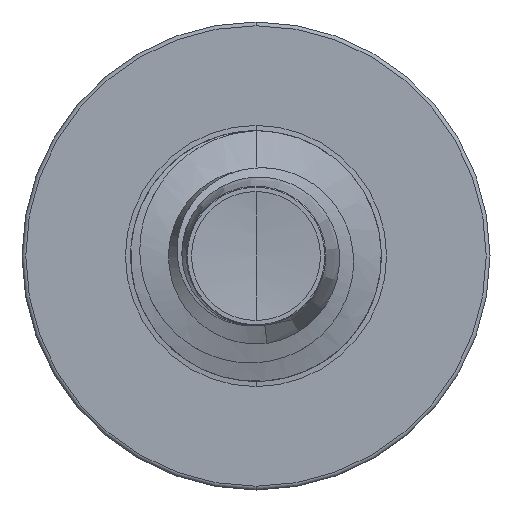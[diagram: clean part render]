
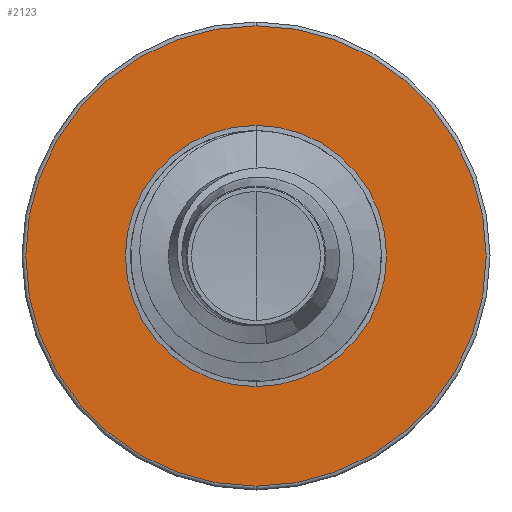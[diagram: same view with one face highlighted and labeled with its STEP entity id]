
A CAD part, front view. The second image highlights one B-rep face of the part: STEP entity #2123.
In plain terms, the highlighted planar face has unit normal (0, -1, 0).
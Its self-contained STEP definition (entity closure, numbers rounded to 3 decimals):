
#159 = DIRECTION ( 'NONE',  ( 0., 0., 1. ) ) ;
#180 = DIRECTION ( 'NONE',  ( 0., 1., 0. ) ) ;
#831 = CARTESIAN_POINT ( 'NONE',  ( 0., 5.5, 2.755 ) ) ;
#1078 = EDGE_CURVE ( 'NONE', #6660, #6924, #7031, .T. ) ;
#1503 = CIRCLE ( 'NONE', #8643, 2.755 ) ;
#1697 = CARTESIAN_POINT ( 'NONE',  ( 0., 5.5, -2.755 ) ) ;
#1855 = CARTESIAN_POINT ( 'NONE',  ( 0., 5.5, -1.562 ) ) ;
#2123 = ADVANCED_FACE ( 'NONE', ( #5196, #9933 ), #6186, .F. ) ;
#2552 = CIRCLE ( 'NONE', #7629, 1.562 ) ;
#3397 = AXIS2_PLACEMENT_3D ( 'NONE', #7887, #8642, #8676 ) ;
#3504 = ORIENTED_EDGE ( 'NONE', *, *, #5913, .T. ) ;
#3900 = DIRECTION ( 'NONE',  ( 0., 1., 0. ) ) ;
#3938 = DIRECTION ( 'NONE',  ( 0., 1., 0. ) ) ;
#4595 = VERTEX_POINT ( 'NONE', #1697 ) ;
#5191 = DIRECTION ( 'NONE',  ( 0., 1., 0. ) ) ;
#5196 = FACE_OUTER_BOUND ( 'NONE', #9544, .T. ) ;
#5217 = CARTESIAN_POINT ( 'NONE',  ( 0., 5.5, 0. ) ) ;
#5279 = EDGE_CURVE ( 'NONE', #4595, #8543, #7817, .T. ) ;
#5913 = EDGE_CURVE ( 'NONE', #6924, #6660, #2552, .T. ) ;
#6055 = DIRECTION ( 'NONE',  ( 0., 0., 1. ) ) ;
#6186 = PLANE ( 'NONE',  #7121 ) ;
#6660 = VERTEX_POINT ( 'NONE', #9334 ) ;
#6783 = ORIENTED_EDGE ( 'NONE', *, *, #6896, .F. ) ;
#6896 = EDGE_CURVE ( 'NONE', #8543, #4595, #1503, .T. ) ;
#6924 = VERTEX_POINT ( 'NONE', #10173 ) ;
#7031 = CIRCLE ( 'NONE', #3397, 1.562 ) ;
#7121 = AXIS2_PLACEMENT_3D ( 'NONE', #1855, #3938, #7171 ) ;
#7171 = DIRECTION ( 'NONE',  ( 0., 0., 1. ) ) ;
#7629 = AXIS2_PLACEMENT_3D ( 'NONE', #10230, #5191, #159 ) ;
#7817 = CIRCLE ( 'NONE', #9528, 2.755 ) ;
#7887 = CARTESIAN_POINT ( 'NONE',  ( 0., 5.5, 0. ) ) ;
#8543 = VERTEX_POINT ( 'NONE', #831 ) ;
#8642 = DIRECTION ( 'NONE',  ( 0., 1., 0. ) ) ;
#8643 = AXIS2_PLACEMENT_3D ( 'NONE', #5217, #180, #6055 ) ;
#8676 = DIRECTION ( 'NONE',  ( 0., 0., 1. ) ) ;
#8948 = CARTESIAN_POINT ( 'NONE',  ( 0., 5.5, 0. ) ) ;
#9334 = CARTESIAN_POINT ( 'NONE',  ( 0., 5.5, -1.562 ) ) ;
#9434 = EDGE_LOOP ( 'NONE', ( #3504, #10872 ) ) ;
#9528 = AXIS2_PLACEMENT_3D ( 'NONE', #8948, #3900, #9781 ) ;
#9544 = EDGE_LOOP ( 'NONE', ( #6783, #10730 ) ) ;
#9781 = DIRECTION ( 'NONE',  ( 0., 0., 1. ) ) ;
#9933 = FACE_BOUND ( 'NONE', #9434, .T. ) ;
#10173 = CARTESIAN_POINT ( 'NONE',  ( 0., 5.5, 1.562 ) ) ;
#10230 = CARTESIAN_POINT ( 'NONE',  ( 0., 5.5, 0. ) ) ;
#10730 = ORIENTED_EDGE ( 'NONE', *, *, #5279, .F. ) ;
#10872 = ORIENTED_EDGE ( 'NONE', *, *, #1078, .T. ) ;
